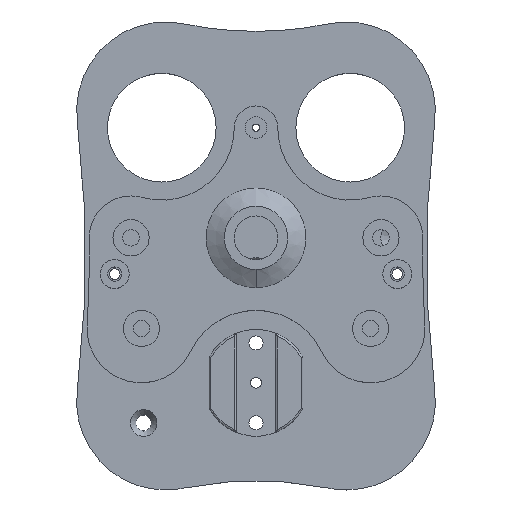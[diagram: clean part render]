
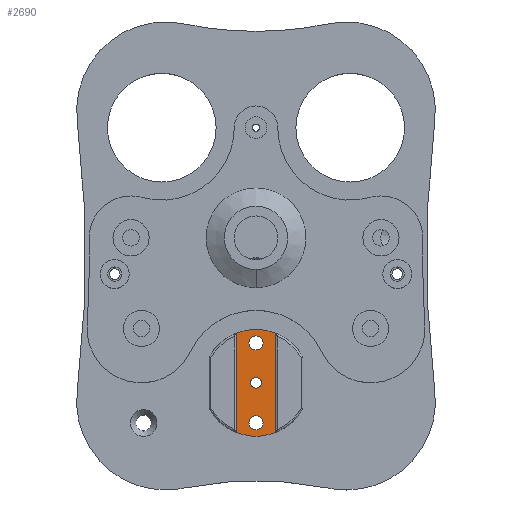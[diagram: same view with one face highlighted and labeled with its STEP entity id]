
A CAD part, top view. The second image highlights one B-rep face of the part: STEP entity #2690.
In plain terms, the highlighted face is planar.
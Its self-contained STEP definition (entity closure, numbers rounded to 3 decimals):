
#134 = DIRECTION ( 'NONE',  ( 0., -1., 0. ) ) ;
#197 = ORIENTED_EDGE ( 'NONE', *, *, #6373, .T. ) ;
#283 = CARTESIAN_POINT ( 'NONE',  ( -5.408, 1.7, 53.777 ) ) ;
#349 = DIRECTION ( 'NONE',  ( 1., 0., 0. ) ) ;
#378 = EDGE_CURVE ( 'NONE', #5237, #5506, #2648, .T. ) ;
#382 = FACE_OUTER_BOUND ( 'NONE', #733, .T. ) ;
#577 = AXIS2_PLACEMENT_3D ( 'NONE', #3958, #943, #4437 ) ;
#719 = AXIS2_PLACEMENT_3D ( 'NONE', #3199, #134, #3710 ) ;
#733 = EDGE_LOOP ( 'NONE', ( #2236, #4869, #4755, #3448 ) ) ;
#771 = CARTESIAN_POINT ( 'NONE',  ( 5.408, 1.7, 26.223 ) ) ;
#781 = VERTEX_POINT ( 'NONE', #4860 ) ;
#800 = DIRECTION ( 'NONE',  ( 0., -1., 0. ) ) ;
#943 = DIRECTION ( 'NONE',  ( 0., 1., 0. ) ) ;
#1032 = AXIS2_PLACEMENT_3D ( 'NONE', #3830, #800, #4294 ) ;
#1137 = CARTESIAN_POINT ( 'NONE',  ( 1.943, 1.7, 29. ) ) ;
#1224 = EDGE_CURVE ( 'NONE', #3280, #1312, #1559, .T. ) ;
#1230 = ORIENTED_EDGE ( 'NONE', *, *, #4756, .F. ) ;
#1256 = EDGE_CURVE ( 'NONE', #4500, #5237, #6449, .T. ) ;
#1279 = EDGE_CURVE ( 'NONE', #2429, #4500, #2393, .T. ) ;
#1295 = CIRCLE ( 'NONE', #719, 1.943 ) ;
#1312 = VERTEX_POINT ( 'NONE', #2910 ) ;
#1395 = ORIENTED_EDGE ( 'NONE', *, *, #3281, .F. ) ;
#1476 = FACE_BOUND ( 'NONE', #4131, .T. ) ;
#1559 = CIRCLE ( 'NONE', #3784, 1.943 ) ;
#1618 = VERTEX_POINT ( 'NONE', #1137 ) ;
#1800 = ORIENTED_EDGE ( 'NONE', *, *, #4961, .T. ) ;
#1873 = DIRECTION ( 'NONE',  ( 0., -1., 0. ) ) ;
#1910 = CARTESIAN_POINT ( 'NONE',  ( 0., 1.7, 41.5 ) ) ;
#2236 = ORIENTED_EDGE ( 'NONE', *, *, #1279, .F. ) ;
#2273 = DIRECTION ( 'NONE',  ( 0., -1., 0. ) ) ;
#2390 = CARTESIAN_POINT ( 'NONE',  ( 5.408, 1.7, 53.696 ) ) ;
#2393 = CIRCLE ( 'NONE', #3773, 14.725 ) ;
#2429 = VERTEX_POINT ( 'NONE', #2390 ) ;
#2445 = EDGE_LOOP ( 'NONE', ( #197, #1800 ) ) ;
#2531 = PLANE ( 'NONE',  #3752 ) ;
#2548 = CIRCLE ( 'NONE', #4042, 1.5 ) ;
#2633 = DIRECTION ( 'NONE',  ( 0., 1., 0. ) ) ;
#2648 = CIRCLE ( 'NONE', #4401, 14.725 ) ;
#2690 = ADVANCED_FACE ( 'NONE', ( #3816, #5165, #1476, #382 ), #2531, .F. ) ;
#2872 = CARTESIAN_POINT ( 'NONE',  ( 0., 1.7, 40. ) ) ;
#2910 = CARTESIAN_POINT ( 'NONE',  ( 1.943, 1.7, 51. ) ) ;
#2914 = EDGE_LOOP ( 'NONE', ( #1230, #1395 ) ) ;
#3033 = DIRECTION ( 'NONE',  ( 0., 0., -1. ) ) ;
#3050 = VECTOR ( 'NONE', #3315, 1000. ) ;
#3199 = CARTESIAN_POINT ( 'NONE',  ( 0., 1.7, 29. ) ) ;
#3280 = VERTEX_POINT ( 'NONE', #4117 ) ;
#3281 = EDGE_CURVE ( 'NONE', #4696, #4242, #2548, .T. ) ;
#3315 = DIRECTION ( 'NONE',  ( 0., 0., 1. ) ) ;
#3377 = DIRECTION ( 'NONE',  ( 1., 0., 0. ) ) ;
#3409 = DIRECTION ( 'NONE',  ( 0., -1., 0. ) ) ;
#3448 = ORIENTED_EDGE ( 'NONE', *, *, #1256, .F. ) ;
#3622 = CIRCLE ( 'NONE', #577, 1.5 ) ;
#3699 = CIRCLE ( 'NONE', #5531, 1.943 ) ;
#3710 = DIRECTION ( 'NONE',  ( 1., 0., 0. ) ) ;
#3752 = AXIS2_PLACEMENT_3D ( 'NONE', #5044, #5979, #3033 ) ;
#3773 = AXIS2_PLACEMENT_3D ( 'NONE', #6326, #3409, #349 ) ;
#3784 = AXIS2_PLACEMENT_3D ( 'NONE', #4836, #1873, #5373 ) ;
#3804 = ORIENTED_EDGE ( 'NONE', *, *, #5012, .T. ) ;
#3816 = FACE_BOUND ( 'NONE', #2445, .T. ) ;
#3830 = CARTESIAN_POINT ( 'NONE',  ( 0., 1.7, 51. ) ) ;
#3898 = VECTOR ( 'NONE', #5827, 1000. ) ;
#3958 = CARTESIAN_POINT ( 'NONE',  ( 0., 1.7, 40. ) ) ;
#4026 = CARTESIAN_POINT ( 'NONE',  ( 5.408, 1.7, 26.304 ) ) ;
#4042 = AXIS2_PLACEMENT_3D ( 'NONE', #5631, #2633, #6067 ) ;
#4117 = CARTESIAN_POINT ( 'NONE',  ( -1.943, 1.7, 51. ) ) ;
#4131 = EDGE_LOOP ( 'NONE', ( #4153, #3804 ) ) ;
#4140 = CARTESIAN_POINT ( 'NONE',  ( -5.408, 1.7, 53.696 ) ) ;
#4153 = ORIENTED_EDGE ( 'NONE', *, *, #1224, .T. ) ;
#4242 = VERTEX_POINT ( 'NONE', #4912 ) ;
#4294 = DIRECTION ( 'NONE',  ( 1., 0., 0. ) ) ;
#4401 = AXIS2_PLACEMENT_3D ( 'NONE', #2872, #6298, #3377 ) ;
#4437 = DIRECTION ( 'NONE',  ( 0., 0., -1. ) ) ;
#4500 = VERTEX_POINT ( 'NONE', #4140 ) ;
#4534 = CIRCLE ( 'NONE', #1032, 1.943 ) ;
#4696 = VERTEX_POINT ( 'NONE', #1910 ) ;
#4755 = ORIENTED_EDGE ( 'NONE', *, *, #378, .F. ) ;
#4756 = EDGE_CURVE ( 'NONE', #4242, #4696, #3622, .T. ) ;
#4836 = CARTESIAN_POINT ( 'NONE',  ( 0., 1.7, 51. ) ) ;
#4860 = CARTESIAN_POINT ( 'NONE',  ( -1.943, 1.7, 29. ) ) ;
#4869 = ORIENTED_EDGE ( 'NONE', *, *, #5020, .F. ) ;
#4912 = CARTESIAN_POINT ( 'NONE',  ( 0., 1.7, 38.5 ) ) ;
#4961 = EDGE_CURVE ( 'NONE', #1618, #781, #3699, .T. ) ;
#5012 = EDGE_CURVE ( 'NONE', #1312, #3280, #4534, .T. ) ;
#5020 = EDGE_CURVE ( 'NONE', #5506, #2429, #5704, .T. ) ;
#5044 = CARTESIAN_POINT ( 'NONE',  ( 0., 1.7, 40. ) ) ;
#5165 = FACE_BOUND ( 'NONE', #2914, .T. ) ;
#5237 = VERTEX_POINT ( 'NONE', #5504 ) ;
#5293 = CARTESIAN_POINT ( 'NONE',  ( 0., 1.7, 29. ) ) ;
#5373 = DIRECTION ( 'NONE',  ( 1., 0., 0. ) ) ;
#5504 = CARTESIAN_POINT ( 'NONE',  ( -5.408, 1.7, 26.304 ) ) ;
#5506 = VERTEX_POINT ( 'NONE', #4026 ) ;
#5531 = AXIS2_PLACEMENT_3D ( 'NONE', #5293, #2273, #5740 ) ;
#5631 = CARTESIAN_POINT ( 'NONE',  ( 0., 1.7, 40. ) ) ;
#5704 = LINE ( 'NONE', #771, #3050 ) ;
#5740 = DIRECTION ( 'NONE',  ( 1., 0., 0. ) ) ;
#5827 = DIRECTION ( 'NONE',  ( 0., 0., -1. ) ) ;
#5979 = DIRECTION ( 'NONE',  ( 0., -1., 0. ) ) ;
#6067 = DIRECTION ( 'NONE',  ( 0., 0., -1. ) ) ;
#6298 = DIRECTION ( 'NONE',  ( 0., -1., 0. ) ) ;
#6326 = CARTESIAN_POINT ( 'NONE',  ( 0., 1.7, 40. ) ) ;
#6373 = EDGE_CURVE ( 'NONE', #781, #1618, #1295, .T. ) ;
#6449 = LINE ( 'NONE', #283, #3898 ) ;
